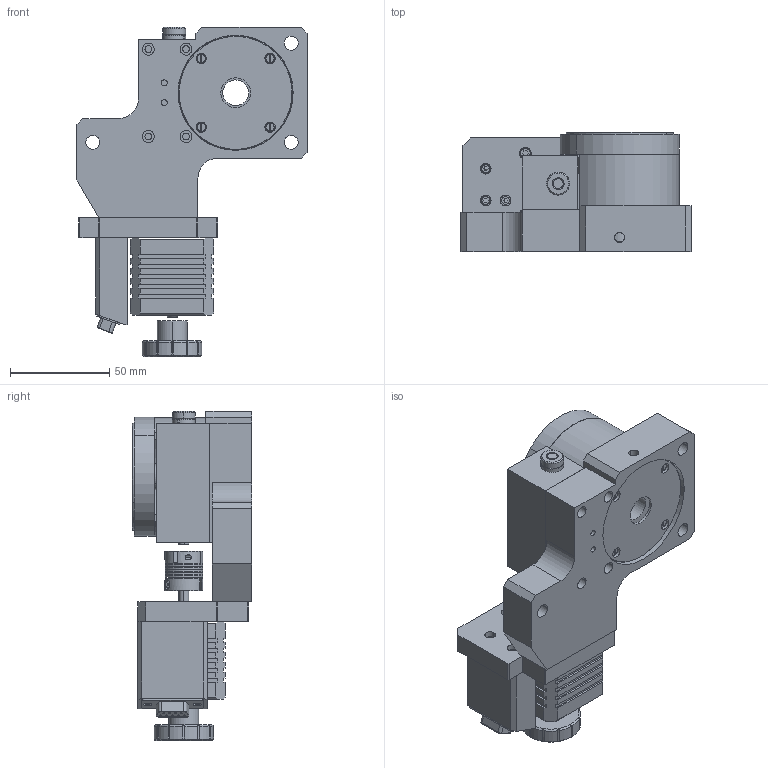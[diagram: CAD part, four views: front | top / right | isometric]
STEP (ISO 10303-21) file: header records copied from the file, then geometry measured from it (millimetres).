
FILE_DESCRIPTION (( 'STEP AP214' ), '1' );
FILE_NAME ('GCD-012060M-三维外形图-20170308.STEP', '2017-03-16T06:45:33', ( 'd' ), ( '' ), 'SwSTEP 2.0', 'SolidWorks 2012', '' );
FILE_SCHEMA (( 'AUTOMOTIVE_DESIGN' ));
Length unit declared in the file: millimetre
Products named in the file (1): GCD-012060M-三维外形图-20170308
Bounding box: 116 x 60 x 166 mm (x, y, z)
Surface area: 77694.4 mm2 (no closed solid volume)
Topology: 0 solids, 47 shells, 512 faces, 1597 edges, 1126 vertices
Faces by surface type: plane 263, cylinder 201, cone 24, torus 24
Entity records: 24306 total; most frequent: CARTESIAN_POINT 4198, DIRECTION 3122, ORIENTED_EDGE 2667, EDGE_CURVE 1593, VERTEX_POINT 1126, AXIS2_PLACEMENT_3D 1096, LINE 930, VECTOR 930
